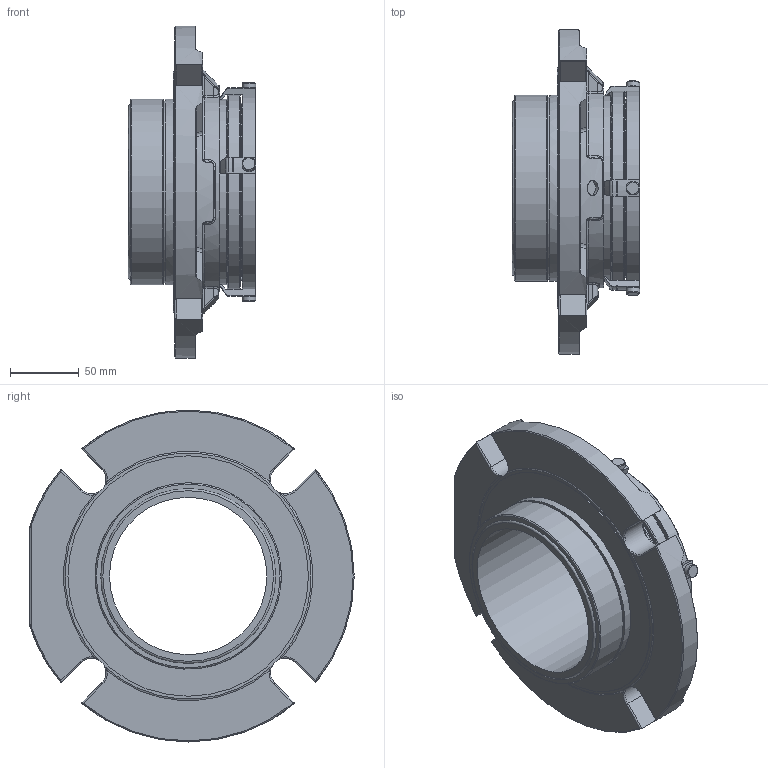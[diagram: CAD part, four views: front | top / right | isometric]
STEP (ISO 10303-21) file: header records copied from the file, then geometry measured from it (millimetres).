
FILE_DESCRIPTION(/* description */ ('Unknown'),/* implementation_level */ '2;1');
FILE_NAME(/* name */ '4.500',/* time_stamp */ '2023-02-07T16:24:51+00:00',/* author */ ('Unknown'),/* organization */ ('Unknown'),/* preprocessor_version */ 'ST-DEVELOPER v16.7',/* originating_system */ 'Solid Edge',/* authorisation */ 'Unknown');
FILE_SCHEMA (('AUTOMOTIVE_DESIGN {1 0 10303 214 3 1 1}'));
Length unit declared in the file: millimetre
Products named in the file (1): 4.500
Bounding box: 92.63 x 235.52 x 241.05 mm (x, y, z)
Volume: 970369.8 mm3; surface area: 158498.1 mm2
Topology: 1 solids, 1 shells, 608 faces, 1542 edges, 968 vertices
Faces by surface type: plane 199, cylinder 162, torus 95, bspline 91, sphere 40, cone 21
Full cylindrical faces by diameter (mm): 2.87 x1, 3.761 x1, 10 x4, 10.998 x2, 114.3 x1, 126.975 x1, 128.981 x1, 131.953 x1, 134.823 x1, 134.925 x1, 135.255 x1, 141.122 x1, 174.625 x1
Entity records: 21045 total; most frequent: CARTESIAN_POINT 7404, ORIENTED_EDGE 2976, DIRECTION 2613, EDGE_CURVE 1488, AXIS2_PLACEMENT_3D 1049, VERTEX_POINT 950, EDGE_LOOP 688, FACE_BOUND 688
